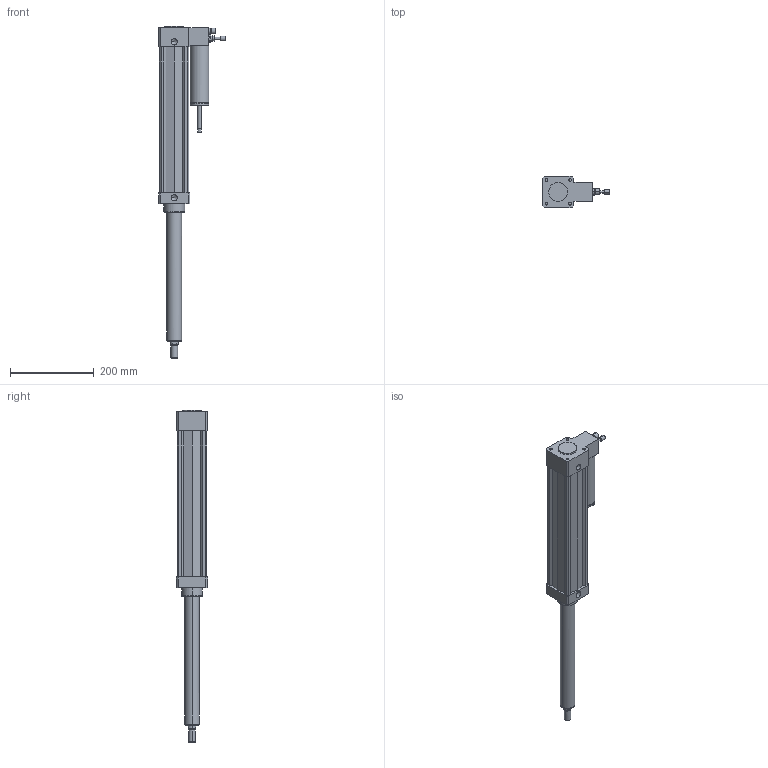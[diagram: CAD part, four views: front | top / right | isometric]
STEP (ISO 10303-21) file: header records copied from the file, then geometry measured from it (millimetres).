
FILE_DESCRIPTION(/* description */ (''),/* implementation_level */ '2;1');
FILE_NAME(/* name */ 'VOS0~55N',/* time_stamp */ '2019-02-01T14:04:03+01:00',/* author */ (''),/* organization */ (''),/* preprocessor_version */ 'ST-DEVELOPER v15',/* originating_system */ '',/* authorisation */ '');
FILE_SCHEMA (('CONFIG_CONTROL_DESIGN'));
Length unit declared in the file: millimetre
Products named in the file (3): Document; REGOLATORE SR; STELO Ø63 C 300
Assembly tree (2 placements, depth 2):
  Document
    REGOLATORE SR
    STELO Ø63 C 300
Bounding box: 160 x 75 x 794 mm (x, y, z)
Volume: 329446.1 mm3; surface area: 220774.6 mm2
Topology: 2 solids, 102 shells, 193 faces, 771 edges, 658 vertices
Faces by surface type: bspline 102, plane 91
Entity records: 8375 total; most frequent: CARTESIAN_POINT 4182, ORIENTED_EDGE 1002, EDGE_CURVE 765, VERTEX_POINT 658, B_SPLINE_CURVE_WITH_KNOTS 372, EDGE_LOOP 221, ADVANCED_FACE 193, FACE_OUTER_BOUND 193
